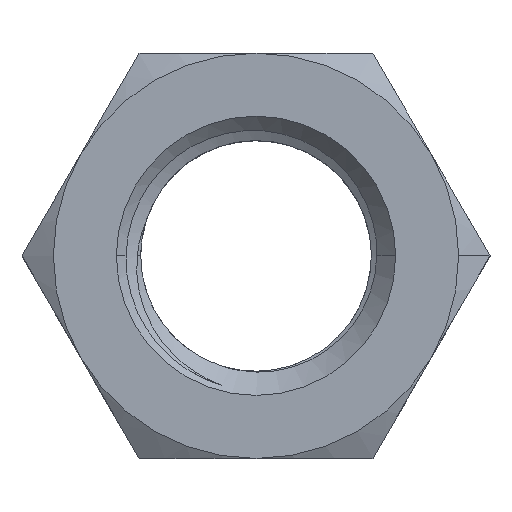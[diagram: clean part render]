
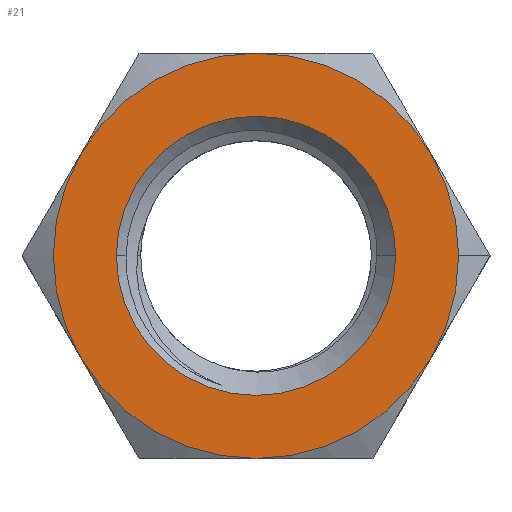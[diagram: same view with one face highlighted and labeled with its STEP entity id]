
A CAD part, top view. The second image highlights one B-rep face of the part: STEP entity #21.
In plain terms, the highlighted planar face has unit normal (0, 0, 1).
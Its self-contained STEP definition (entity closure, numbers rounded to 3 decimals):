
#21 = ADVANCED_FACE ( 'NONE', ( #1466, #1200 ), #696, .T. ) ;
#36 = DIRECTION ( 'NONE',  ( 1., 0., 0. ) ) ;
#68 = DIRECTION ( 'NONE',  ( 1., 0., 0. ) ) ;
#91 = ORIENTED_EDGE ( 'NONE', *, *, #1021, .T. ) ;
#159 = AXIS2_PLACEMENT_3D ( 'NONE', #1055, #856, #394 ) ;
#221 = EDGE_CURVE ( 'NONE', #2708, #1651, #1990, .T. ) ;
#234 = CARTESIAN_POINT ( 'NONE',  ( 0., 0., 26. ) ) ;
#235 = CARTESIAN_POINT ( 'NONE',  ( 0., 0., 26. ) ) ;
#237 = DIRECTION ( 'NONE',  ( 0., 0., -1. ) ) ;
#250 = CIRCLE ( 'NONE', #1484, 25. ) ;
#279 = CARTESIAN_POINT ( 'NONE',  ( 0., 0., 26. ) ) ;
#394 = DIRECTION ( 'NONE',  ( 1., 0., 0. ) ) ;
#471 = DIRECTION ( 'NONE',  ( 0., 0., 1. ) ) ;
#479 = EDGE_CURVE ( 'NONE', #2900, #606, #2922, .T. ) ;
#481 = DIRECTION ( 'NONE',  ( 0., 0., 1. ) ) ;
#557 = ORIENTED_EDGE ( 'NONE', *, *, #1170, .T. ) ;
#581 = CIRCLE ( 'NONE', #159, 25. ) ;
#606 = VERTEX_POINT ( 'NONE', #2787 ) ;
#652 = DIRECTION ( 'NONE',  ( 1., 0., 0. ) ) ;
#673 = CARTESIAN_POINT ( 'NONE',  ( 21.651, 12.5, 26. ) ) ;
#696 = PLANE ( 'NONE',  #1520 ) ;
#821 = ORIENTED_EDGE ( 'NONE', *, *, #1198, .T. ) ;
#822 = DIRECTION ( 'NONE',  ( 0., 0., 1. ) ) ;
#856 = DIRECTION ( 'NONE',  ( 0., 0., 1. ) ) ;
#863 = DIRECTION ( 'NONE',  ( 0., 0., 1. ) ) ;
#874 = EDGE_LOOP ( 'NONE', ( #1280, #2840 ) ) ;
#881 = EDGE_CURVE ( 'NONE', #606, #2867, #1053, .T. ) ;
#896 = DIRECTION ( 'NONE',  ( 1., 0., 0. ) ) ;
#974 = CARTESIAN_POINT ( 'NONE',  ( -17.225, 0., 26. ) ) ;
#988 = CARTESIAN_POINT ( 'NONE',  ( 17.225, 0., 26. ) ) ;
#994 = CIRCLE ( 'NONE', #2346, 25. ) ;
#1021 = EDGE_CURVE ( 'NONE', #2251, #2900, #581, .T. ) ;
#1053 = CIRCLE ( 'NONE', #2813, 25. ) ;
#1055 = CARTESIAN_POINT ( 'NONE',  ( 0., 0., 26. ) ) ;
#1061 = CARTESIAN_POINT ( 'NONE',  ( -21.651, -12.5, 26. ) ) ;
#1114 = CARTESIAN_POINT ( 'NONE',  ( 0., 0., 26. ) ) ;
#1170 = EDGE_CURVE ( 'NONE', #2525, #2251, #1685, .T. ) ;
#1198 = EDGE_CURVE ( 'NONE', #1243, #2525, #250, .T. ) ;
#1200 = FACE_OUTER_BOUND ( 'NONE', #1931, .T. ) ;
#1202 = ORIENTED_EDGE ( 'NONE', *, *, #479, .T. ) ;
#1243 = VERTEX_POINT ( 'NONE', #2731 ) ;
#1280 = ORIENTED_EDGE ( 'NONE', *, *, #2279, .T. ) ;
#1336 = DIRECTION ( 'NONE',  ( 1., 0., 0. ) ) ;
#1387 = CARTESIAN_POINT ( 'NONE',  ( -21.651, 12.5, 26. ) ) ;
#1466 = FACE_BOUND ( 'NONE', #874, .T. ) ;
#1484 = AXIS2_PLACEMENT_3D ( 'NONE', #2290, #863, #896 ) ;
#1511 = CARTESIAN_POINT ( 'NONE',  ( 0., 0., 26. ) ) ;
#1520 = AXIS2_PLACEMENT_3D ( 'NONE', #279, #1876, #1605 ) ;
#1605 = DIRECTION ( 'NONE',  ( 1., 0., 0. ) ) ;
#1651 = VERTEX_POINT ( 'NONE', #988 ) ;
#1685 = CIRCLE ( 'NONE', #2241, 25. ) ;
#1768 = AXIS2_PLACEMENT_3D ( 'NONE', #1114, #237, #652 ) ;
#1798 = EDGE_CURVE ( 'NONE', #2080, #1243, #994, .T. ) ;
#1876 = DIRECTION ( 'NONE',  ( 0., 0., 1. ) ) ;
#1931 = EDGE_LOOP ( 'NONE', ( #557, #91, #1202, #1996, #2114, #2824, #821 ) ) ;
#1980 = AXIS2_PLACEMENT_3D ( 'NONE', #235, #471, #2762 ) ;
#1990 = CIRCLE ( 'NONE', #1768, 17.225 ) ;
#1996 = ORIENTED_EDGE ( 'NONE', *, *, #881, .T. ) ;
#2080 = VERTEX_POINT ( 'NONE', #1061 ) ;
#2111 = CARTESIAN_POINT ( 'NONE',  ( 21.651, -12.5, 26. ) ) ;
#2114 = ORIENTED_EDGE ( 'NONE', *, *, #2598, .T. ) ;
#2128 = AXIS2_PLACEMENT_3D ( 'NONE', #234, #481, #68 ) ;
#2145 = CIRCLE ( 'NONE', #2690, 17.225 ) ;
#2181 = DIRECTION ( 'NONE',  ( 1., 0., 0. ) ) ;
#2241 = AXIS2_PLACEMENT_3D ( 'NONE', #2720, #2712, #1336 ) ;
#2251 = VERTEX_POINT ( 'NONE', #2750 ) ;
#2271 = CIRCLE ( 'NONE', #2128, 25. ) ;
#2279 = EDGE_CURVE ( 'NONE', #1651, #2708, #2145, .T. ) ;
#2290 = CARTESIAN_POINT ( 'NONE',  ( 0., 0., 26. ) ) ;
#2346 = AXIS2_PLACEMENT_3D ( 'NONE', #1511, #822, #2670 ) ;
#2525 = VERTEX_POINT ( 'NONE', #2111 ) ;
#2598 = EDGE_CURVE ( 'NONE', #2867, #2080, #2271, .T. ) ;
#2670 = DIRECTION ( 'NONE',  ( 1., 0., 0. ) ) ;
#2690 = AXIS2_PLACEMENT_3D ( 'NONE', #2768, #2747, #36 ) ;
#2708 = VERTEX_POINT ( 'NONE', #974 ) ;
#2712 = DIRECTION ( 'NONE',  ( 0., 0., 1. ) ) ;
#2720 = CARTESIAN_POINT ( 'NONE',  ( 0., 0., 26. ) ) ;
#2731 = CARTESIAN_POINT ( 'NONE',  ( 0., -25., 26. ) ) ;
#2747 = DIRECTION ( 'NONE',  ( 0., 0., -1. ) ) ;
#2750 = CARTESIAN_POINT ( 'NONE',  ( 25., 0., 26. ) ) ;
#2762 = DIRECTION ( 'NONE',  ( 1., 0., 0. ) ) ;
#2768 = CARTESIAN_POINT ( 'NONE',  ( 0., 0., 26. ) ) ;
#2787 = CARTESIAN_POINT ( 'NONE',  ( 0., 25., 26. ) ) ;
#2813 = AXIS2_PLACEMENT_3D ( 'NONE', #2866, #2848, #2181 ) ;
#2824 = ORIENTED_EDGE ( 'NONE', *, *, #1798, .T. ) ;
#2840 = ORIENTED_EDGE ( 'NONE', *, *, #221, .T. ) ;
#2848 = DIRECTION ( 'NONE',  ( 0., 0., 1. ) ) ;
#2866 = CARTESIAN_POINT ( 'NONE',  ( 0., 0., 26. ) ) ;
#2867 = VERTEX_POINT ( 'NONE', #1387 ) ;
#2900 = VERTEX_POINT ( 'NONE', #673 ) ;
#2922 = CIRCLE ( 'NONE', #1980, 25. ) ;
